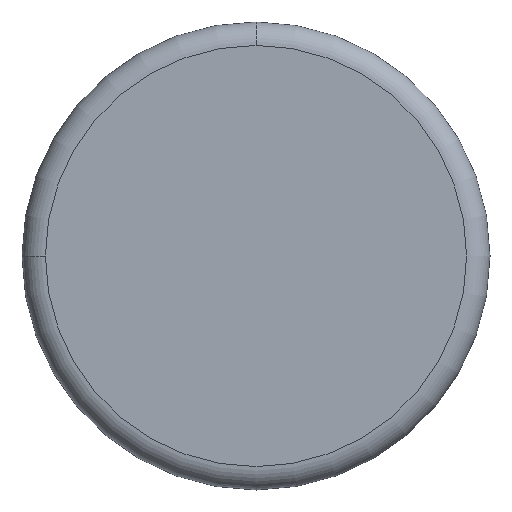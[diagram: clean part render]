
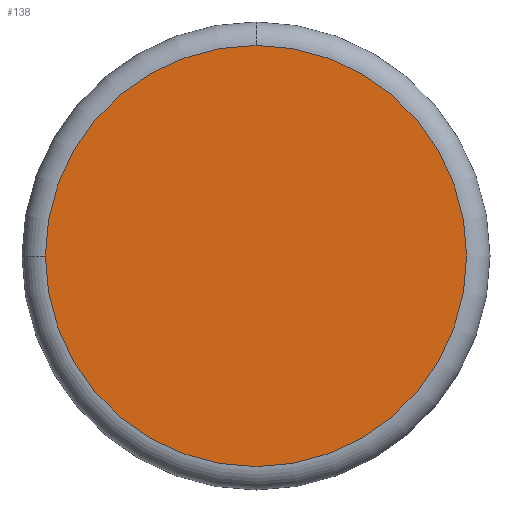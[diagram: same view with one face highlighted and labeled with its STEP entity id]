
A CAD part, front view. The second image highlights one B-rep face of the part: STEP entity #138.
In plain terms, the highlighted planar face has unit normal (0, -1, 0).
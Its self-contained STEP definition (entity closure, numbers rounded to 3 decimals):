
#113=CARTESIAN_POINT('',(0.,0.,0.));
#114=DIRECTION('',(0.,1.,0.));
#115=DIRECTION('',(-1.,0.,0.));
#116=AXIS2_PLACEMENT_3D('',#113,#114,#115);
#117=PLANE('',#116);
#118=CARTESIAN_POINT('',(-0.9,0.,0.));
#119=VERTEX_POINT('',#118);
#120=CARTESIAN_POINT('',(-0.,0.,0.9));
#121=VERTEX_POINT('',#120);
#122=CARTESIAN_POINT('',(0.,0.,0.));
#123=DIRECTION('',(-0.,-1.,-0.));
#124=DIRECTION('',(0.,-0.,1.));
#125=AXIS2_PLACEMENT_3D('',#122,#123,#124);
#126=CIRCLE('',#125,0.9);
#127=EDGE_CURVE('',#119,#121,#126,.T.);
#128=ORIENTED_EDGE('',*,*,#127,.T.);
#129=CARTESIAN_POINT('',(0.,0.,0.));
#130=DIRECTION('',(-0.,-1.,-0.));
#131=DIRECTION('',(0.,-0.,1.));
#132=AXIS2_PLACEMENT_3D('',#129,#130,#131);
#133=CIRCLE('',#132,0.9);
#134=EDGE_CURVE('',#121,#119,#133,.T.);
#135=ORIENTED_EDGE('',*,*,#134,.T.);
#136=EDGE_LOOP('',(#128,#135));
#137=FACE_BOUND('',#136,.T.);
#138=ADVANCED_FACE('',(#137),#117,.F.);
